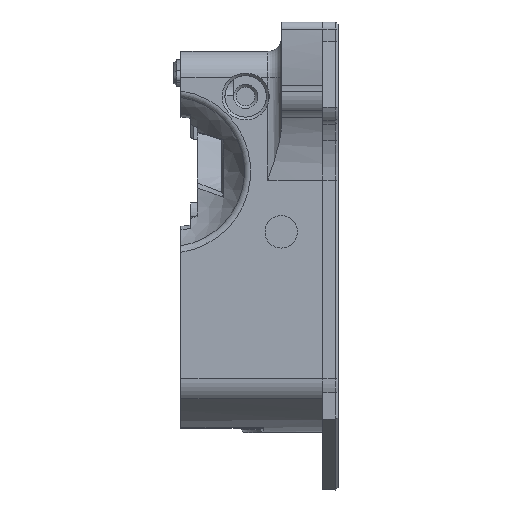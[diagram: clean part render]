
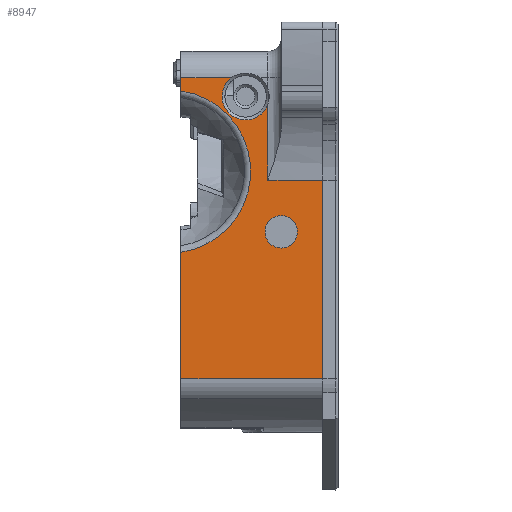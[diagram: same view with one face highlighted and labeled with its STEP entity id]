
A CAD part, front view. The second image highlights one B-rep face of the part: STEP entity #8947.
In plain terms, the highlighted planar face has unit normal (0, -1, 0).
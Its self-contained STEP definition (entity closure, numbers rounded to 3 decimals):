
#152=FACE_BOUND('',#1224,.T.);
#288=PLANE('',#9707);
#691=FACE_OUTER_BOUND('',#1223,.T.);
#1223=EDGE_LOOP('',(#7125,#7126,#7127,#7128,#7129,#7130,#7131,#7132,#7133,
#7134));
#1224=EDGE_LOOP('',(#7135));
#1711=CIRCLE('',#9697,3.4);
#1718=CIRCLE('',#9708,11.782);
#1719=CIRCLE('',#9709,2.35);
#2121=LINE('',#14981,#2858);
#2283=LINE('',#15728,#3020);
#2284=LINE('',#15729,#3021);
#2509=LINE('',#19597,#3246);
#2510=LINE('',#19599,#3247);
#2511=LINE('',#19601,#3248);
#2512=LINE('',#19605,#3249);
#2513=LINE('',#19606,#3250);
#2858=VECTOR('',#10299,10.);
#3020=VECTOR('',#10819,12.);
#3021=VECTOR('',#10820,10.);
#3246=VECTOR('',#11561,10.);
#3247=VECTOR('',#11562,10.);
#3248=VECTOR('',#11563,10.);
#3249=VECTOR('',#11566,10.);
#3250=VECTOR('',#11567,10.);
#3641=VERTEX_POINT('',#14978);
#3642=VERTEX_POINT('',#14980);
#3792=VERTEX_POINT('',#15716);
#3793=VERTEX_POINT('',#15727);
#4102=VERTEX_POINT('',#19551);
#4103=VERTEX_POINT('',#19560);
#4109=VERTEX_POINT('',#19598);
#4110=VERTEX_POINT('',#19600);
#4111=VERTEX_POINT('',#19602);
#4112=VERTEX_POINT('',#19604);
#4113=VERTEX_POINT('',#19607);
#4518=EDGE_CURVE('',#3642,#3641,#2121,.T.);
#4773=EDGE_CURVE('',#3793,#3792,#2283,.T.);
#4774=EDGE_CURVE('',#3641,#3793,#2284,.T.);
#5203=EDGE_CURVE('',#4103,#4102,#1711,.T.);
#5214=EDGE_CURVE('',#4103,#3792,#2509,.T.);
#5215=EDGE_CURVE('',#4102,#4109,#2510,.T.);
#5216=EDGE_CURVE('',#4109,#4110,#2511,.T.);
#5217=EDGE_CURVE('',#4111,#4110,#1718,.T.);
#5218=EDGE_CURVE('',#4111,#4112,#2512,.T.);
#5219=EDGE_CURVE('',#4112,#3642,#2513,.T.);
#5220=EDGE_CURVE('',#4113,#4113,#1719,.T.);
#7125=ORIENTED_EDGE('',*,*,#4518,.T.);
#7126=ORIENTED_EDGE('',*,*,#4774,.T.);
#7127=ORIENTED_EDGE('',*,*,#4773,.T.);
#7128=ORIENTED_EDGE('',*,*,#5214,.F.);
#7129=ORIENTED_EDGE('',*,*,#5203,.T.);
#7130=ORIENTED_EDGE('',*,*,#5215,.T.);
#7131=ORIENTED_EDGE('',*,*,#5216,.T.);
#7132=ORIENTED_EDGE('',*,*,#5217,.F.);
#7133=ORIENTED_EDGE('',*,*,#5218,.T.);
#7134=ORIENTED_EDGE('',*,*,#5219,.T.);
#7135=ORIENTED_EDGE('',*,*,#5220,.T.);
#8947=ADVANCED_FACE('',(#691,#152),#288,.F.);
#9697=AXIS2_PLACEMENT_3D('',#19561,#11537,#11538);
#9707=AXIS2_PLACEMENT_3D('',#19596,#11559,#11560);
#9708=AXIS2_PLACEMENT_3D('',#19603,#11564,#11565);
#9709=AXIS2_PLACEMENT_3D('',#19608,#11568,#11569);
#10299=DIRECTION('',(0.,0.,1.));
#10819=DIRECTION('',(-1.,0.,0.));
#10820=DIRECTION('',(-1.,0.,0.));
#11537=DIRECTION('center_axis',(0.,1.,0.));
#11538=DIRECTION('ref_axis',(0.,0.,
-1.));
#11559=DIRECTION('center_axis',(0.,1.,0.));
#11560=DIRECTION('ref_axis',(0.,0.,
-1.));
#11561=DIRECTION('',(0.,0.,-1.));
#11562=DIRECTION('',(-1.,0.,0.));
#11563=DIRECTION('',(0.,0.,-1.));
#11564=DIRECTION('center_axis',(0.,-1.,0.));
#11565=DIRECTION('ref_axis',(1.,0.,0.));
#11566=DIRECTION('',(0.,0.,-1.));
#11567=DIRECTION('',(1.,0.,0.));
#11568=DIRECTION('center_axis',(0.,1.,0.));
#11569=DIRECTION('ref_axis',(-1.,0.,0.));
#14978=CARTESIAN_POINT('',(6.,133.364,-75.371));
#14980=CARTESIAN_POINT('',(6.,133.364,-104.069));
#14981=CARTESIAN_POINT('',(6.,133.364,-78.797));
#15716=CARTESIAN_POINT('',(-1.954,133.364,-75.372));
#15727=CARTESIAN_POINT('',(2.2,133.364,-75.371));
#15728=CARTESIAN_POINT('',(8.2,133.364,-75.372));
#15729=CARTESIAN_POINT('',(8.2,133.364,-75.371));
#19551=CARTESIAN_POINT('',(-7.22,133.364,-60.578));
#19560=CARTESIAN_POINT('',(-1.954,133.364,-64.427));
#19561=CARTESIAN_POINT('Origin',(-5.154,133.364,-63.278));
#19596=CARTESIAN_POINT('Origin',(8.2,133.364,-75.772));
#19597=CARTESIAN_POINT('',(-1.954,133.364,-64.125));
#19598=CARTESIAN_POINT('',(-14.5,133.364,-60.578));
#19599=CARTESIAN_POINT('',(4.1,133.364,-60.578));
#19600=CARTESIAN_POINT('',(-14.5,133.364,-62.479));
#19601=CARTESIAN_POINT('',(-14.5,133.364,-86.203));
#19602=CARTESIAN_POINT('',(-14.5,133.364,-85.796));
#19603=CARTESIAN_POINT('Origin',(-16.2,133.364,-74.137));
#19604=CARTESIAN_POINT('',(-14.5,133.364,-104.069));
#19605=CARTESIAN_POINT('',(-14.5,133.364,-86.203));
#19606=CARTESIAN_POINT('',(0.,133.364,-104.069));
#19607=CARTESIAN_POINT('',(2.35,133.364,-82.826));
#19608=CARTESIAN_POINT('Origin',(0.,133.364,-82.826));
